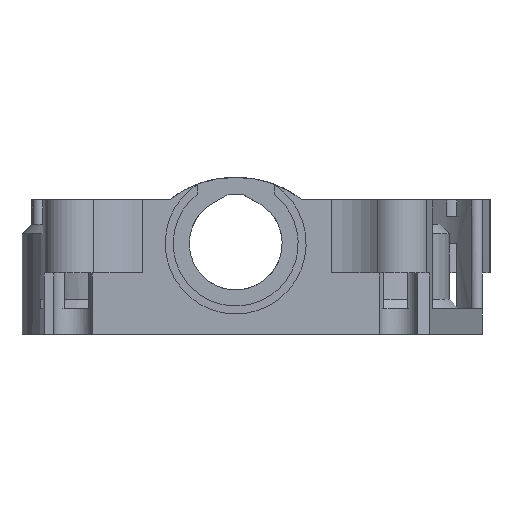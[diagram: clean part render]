
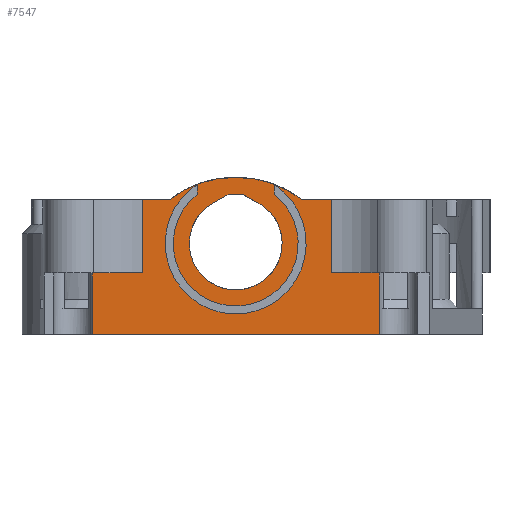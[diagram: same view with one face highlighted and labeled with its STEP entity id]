
A CAD part, front view. The second image highlights one B-rep face of the part: STEP entity #7547.
In plain terms, the highlighted planar face has unit normal (0, -1, 0).
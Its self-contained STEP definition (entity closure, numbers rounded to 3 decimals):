
#795=FACE_BOUND('',#1745,.T.);
#796=FACE_BOUND('',#1746,.T.);
#903=PLANE('',#7918);
#1303=FACE_OUTER_BOUND('',#1744,.T.);
#1744=EDGE_LOOP('',(#7102,#7103,#7104,#7105,#7106,#7107,#7108,#7109,#7110,
#7111,#7112,#7113));
#1745=EDGE_LOOP('',(#7114,#7115,#7116,#7117,#7118,#7119,#7120));
#1746=EDGE_LOOP('',(#7121,#7122,#7123,#7124));
#2077=LINE('',#13838,#2588);
#2147=LINE('',#15083,#2658);
#2185=LINE('',#15242,#2696);
#2198=LINE('',#15427,#2709);
#2202=LINE('',#15439,#2713);
#2206=LINE('',#15450,#2717);
#2210=LINE('',#15461,#2721);
#2211=LINE('',#15463,#2722);
#2232=LINE('',#15635,#2743);
#2234=LINE('',#15651,#2745);
#2241=LINE('',#15684,#2752);
#2244=LINE('',#15691,#2755);
#2252=LINE('',#15714,#2763);
#2254=LINE('',#15722,#2765);
#2257=LINE('',#15737,#2768);
#2258=LINE('',#15739,#2769);
#2588=VECTOR('',#8451,10.);
#2658=VECTOR('',#8691,10.);
#2696=VECTOR('',#8805,10.);
#2709=VECTOR('',#8846,10.);
#2713=VECTOR('',#8858,10.);
#2717=VECTOR('',#8870,10.);
#2721=VECTOR('',#8884,10.);
#2722=VECTOR('',#8887,10.);
#2743=VECTOR('',#8998,10.);
#2745=VECTOR('',#9020,10.);
#2752=VECTOR('',#9069,10.);
#2755=VECTOR('',#9076,10.);
#2763=VECTOR('',#9104,10.);
#2765=VECTOR('',#9114,10.);
#2768=VECTOR('',#9139,10.);
#2769=VECTOR('',#9142,10.);
#2883=CIRCLE('',#7794,0.8);
#2885=CIRCLE('',#7797,11.);
#2887=CIRCLE('',#7801,9.75);
#2889=CIRCLE('',#7805,11.);
#2891=CIRCLE('',#7811,7.25);
#2913=CIRCLE('',#7856,16.455);
#2914=CIRCLE('',#7861,16.455);
#3439=VERTEX_POINT('',#13835);
#3440=VERTEX_POINT('',#13837);
#3571=VERTEX_POINT('',#15080);
#3572=VERTEX_POINT('',#15082);
#3619=VERTEX_POINT('',#15239);
#3620=VERTEX_POINT('',#15241);
#3633=VERTEX_POINT('',#15411);
#3634=VERTEX_POINT('',#15412);
#3637=VERTEX_POINT('',#15420);
#3639=VERTEX_POINT('',#15426);
#3641=VERTEX_POINT('',#15432);
#3643=VERTEX_POINT('',#15438);
#3645=VERTEX_POINT('',#15444);
#3647=VERTEX_POINT('',#15455);
#3648=VERTEX_POINT('',#15459);
#3669=VERTEX_POINT('',#15626);
#3670=VERTEX_POINT('',#15628);
#3671=VERTEX_POINT('',#15634);
#3675=VERTEX_POINT('',#15649);
#3680=VERTEX_POINT('',#15683);
#3682=VERTEX_POINT('',#15690);
#3687=VERTEX_POINT('',#15713);
#3689=VERTEX_POINT('',#15721);
#4430=EDGE_CURVE('',#3439,#3440,#2077,.T.);
#4619=EDGE_CURVE('',#3572,#3571,#2147,.T.);
#4687=EDGE_CURVE('',#3620,#3619,#2185,.T.);
#4707=EDGE_CURVE('',#3633,#3634,#2883,.T.);
#4711=EDGE_CURVE('',#3634,#3637,#2885,.T.);
#4714=EDGE_CURVE('',#3637,#3639,#2198,.T.);
#4717=EDGE_CURVE('',#3639,#3641,#2887,.T.);
#4720=EDGE_CURVE('',#3641,#3643,#2202,.T.);
#4723=EDGE_CURVE('',#3643,#3645,#2889,.T.);
#4726=EDGE_CURVE('',#3645,#3633,#2206,.T.);
#4728=EDGE_CURVE('',#3647,#3572,#2891,.T.);
#4731=EDGE_CURVE('',#3571,#3648,#2210,.T.);
#4732=EDGE_CURVE('',#3648,#3647,#2211,.T.);
#4781=EDGE_CURVE('',#3670,#3669,#2913,.T.);
#4784=EDGE_CURVE('',#3671,#3670,#2232,.T.);
#4786=EDGE_CURVE('',#3619,#3671,#2914,.T.);
#4792=EDGE_CURVE('',#3669,#3675,#2234,.T.);
#4807=EDGE_CURVE('',#3440,#3680,#2241,.T.);
#4811=EDGE_CURVE('',#3439,#3682,#2244,.T.);
#4823=EDGE_CURVE('',#3682,#3687,#2252,.T.);
#4827=EDGE_CURVE('',#3689,#3680,#2254,.T.);
#4835=EDGE_CURVE('',#3689,#3675,#2257,.T.);
#4836=EDGE_CURVE('',#3687,#3620,#2258,.T.);
#7102=ORIENTED_EDGE('',*,*,#4792,.T.);
#7103=ORIENTED_EDGE('',*,*,#4835,.F.);
#7104=ORIENTED_EDGE('',*,*,#4827,.T.);
#7105=ORIENTED_EDGE('',*,*,#4807,.F.);
#7106=ORIENTED_EDGE('',*,*,#4430,.F.);
#7107=ORIENTED_EDGE('',*,*,#4811,.T.);
#7108=ORIENTED_EDGE('',*,*,#4823,.T.);
#7109=ORIENTED_EDGE('',*,*,#4836,.T.);
#7110=ORIENTED_EDGE('',*,*,#4687,.T.);
#7111=ORIENTED_EDGE('',*,*,#4786,.T.);
#7112=ORIENTED_EDGE('',*,*,#4784,.T.);
#7113=ORIENTED_EDGE('',*,*,#4781,.T.);
#7114=ORIENTED_EDGE('',*,*,#4707,.T.);
#7115=ORIENTED_EDGE('',*,*,#4711,.T.);
#7116=ORIENTED_EDGE('',*,*,#4714,.T.);
#7117=ORIENTED_EDGE('',*,*,#4717,.T.);
#7118=ORIENTED_EDGE('',*,*,#4720,.T.);
#7119=ORIENTED_EDGE('',*,*,#4723,.T.);
#7120=ORIENTED_EDGE('',*,*,#4726,.T.);
#7121=ORIENTED_EDGE('',*,*,#4619,.T.);
#7122=ORIENTED_EDGE('',*,*,#4731,.T.);
#7123=ORIENTED_EDGE('',*,*,#4732,.T.);
#7124=ORIENTED_EDGE('',*,*,#4728,.T.);
#7547=ADVANCED_FACE('',(#1303,#795,#796),#903,.T.);
#7794=AXIS2_PLACEMENT_3D('',#15413,#8831,#8832);
#7797=AXIS2_PLACEMENT_3D('',#15421,#8839,#8840);
#7801=AXIS2_PLACEMENT_3D('',#15433,#8851,#8852);
#7805=AXIS2_PLACEMENT_3D('',#15445,#8863,#8864);
#7811=AXIS2_PLACEMENT_3D('',#15456,#8878,#8879);
#7856=AXIS2_PLACEMENT_3D('',#15629,#8990,#8991);
#7861=AXIS2_PLACEMENT_3D('',#15639,#9004,#9005);
#7918=AXIS2_PLACEMENT_3D('',#15740,#9143,#9144);
#8451=DIRECTION('',(-1.,0.,0.));
#8691=DIRECTION('',(0.879,0.,0.478));
#8805=DIRECTION('',(-1.,0.,0.));
#8831=DIRECTION('center_axis',(0.,1.,0.));
#8832=DIRECTION('ref_axis',(-1.,0.,0.));
#8839=DIRECTION('center_axis',(0.,1.,0.));
#8840=DIRECTION('ref_axis',(-1.,0.,0.));
#8846=DIRECTION('',(0.,0.,-1.));
#8851=DIRECTION('center_axis',(0.,-1.,0.));
#8852=DIRECTION('ref_axis',(-1.,0.,0.));
#8858=DIRECTION('',(0.,0.,1.));
#8863=DIRECTION('center_axis',(0.,1.,0.));
#8864=DIRECTION('ref_axis',(-1.,0.,0.));
#8870=DIRECTION('',(0.,0.,1.));
#8878=DIRECTION('center_axis',(0.,1.,0.));
#8879=DIRECTION('ref_axis',(-1.,0.,0.));
#8884=DIRECTION('',(1.,0.,0.));
#8887=DIRECTION('',(0.879,0.,-0.478));
#8990=DIRECTION('center_axis',(0.,-1.,0.));
#8991=DIRECTION('ref_axis',(0.,0.,1.));
#8998=DIRECTION('',(-1.,0.,0.));
#9004=DIRECTION('center_axis',(0.,-1.,0.));
#9005=DIRECTION('ref_axis',(0.617,0.,0.787));
#9020=DIRECTION('',(-1.,0.,0.));
#9069=DIRECTION('',(0.,0.,1.));
#9076=DIRECTION('',(0.,0.,1.));
#9104=DIRECTION('',(-1.,0.,0.));
#9114=DIRECTION('',(-1.,0.,0.));
#9139=DIRECTION('',(0.,0.,1.));
#9142=DIRECTION('',(0.,0.,1.));
#9143=DIRECTION('center_axis',(0.,-1.,0.));
#9144=DIRECTION('ref_axis',(1.,0.,0.));
#13835=CARTESIAN_POINT('',(22.4,-21.2,0.));
#13837=CARTESIAN_POINT('',(-22.4,-21.2,0.));
#13838=CARTESIAN_POINT('',(-5.627,-21.2,0.));
#15080=CARTESIAN_POINT('',(-1.2,-21.2,21.8));
#15082=CARTESIAN_POINT('',(-3.463,-21.2,20.569));
#15083=CARTESIAN_POINT('',(-10.899,-21.2,16.526));
#15239=CARTESIAN_POINT('',(10.396,-21.2,21.));
#15241=CARTESIAN_POINT('',(14.9,-21.2,21.));
#15242=CARTESIAN_POINT('',(-2.042,-21.2,21.));
#15411=CARTESIAN_POINT('',(-11.,-21.2,15.));
#15412=CARTESIAN_POINT('',(-10.971,-21.2,14.999));
#15413=CARTESIAN_POINT('Origin',(-11.,-21.2,14.2));
#15420=CARTESIAN_POINT('',(-6.,-21.2,23.42));
#15421=CARTESIAN_POINT('Origin',(0.,-21.2,14.2));
#15426=CARTESIAN_POINT('',(-6.,-21.2,21.885));
#15427=CARTESIAN_POINT('',(-6.,-21.2,10.943));
#15432=CARTESIAN_POINT('',(6.,-21.2,21.885));
#15433=CARTESIAN_POINT('Origin',(0.,-21.2,14.2));
#15438=CARTESIAN_POINT('',(6.,-21.2,23.42));
#15439=CARTESIAN_POINT('',(6.,-21.2,11.71));
#15444=CARTESIAN_POINT('',(-11.,-21.2,14.2));
#15445=CARTESIAN_POINT('Origin',(0.,-21.2,14.2));
#15450=CARTESIAN_POINT('',(-11.,-21.2,7.5));
#15455=CARTESIAN_POINT('',(3.463,-21.2,20.569));
#15456=CARTESIAN_POINT('Origin',(0.,-21.2,
14.2));
#15459=CARTESIAN_POINT('',(1.2,-21.2,21.8));
#15461=CARTESIAN_POINT('',(-6.64,-21.2,21.8));
#15463=CARTESIAN_POINT('',(0.855,-21.2,21.987));
#15626=CARTESIAN_POINT('',(-10.396,-21.2,21.));
#15628=CARTESIAN_POINT('',(-0.25,-21.2,24.5));
#15629=CARTESIAN_POINT('Origin',(-0.25,-21.2,8.045));
#15634=CARTESIAN_POINT('',(0.25,-21.2,24.5));
#15635=CARTESIAN_POINT('',(-7.365,-21.2,24.5));
#15639=CARTESIAN_POINT('Origin',(0.25,-21.2,8.045));
#15649=CARTESIAN_POINT('',(-14.48,-21.2,21.));
#15651=CARTESIAN_POINT('',(-25.752,-21.2,21.));
#15683=CARTESIAN_POINT('',(-22.4,-21.2,9.6));
#15684=CARTESIAN_POINT('',(-22.4,-21.2,0.));
#15690=CARTESIAN_POINT('',(22.4,-21.2,9.6));
#15691=CARTESIAN_POINT('',(22.4,-21.2,0.));
#15713=CARTESIAN_POINT('',(14.9,-21.2,9.6));
#15714=CARTESIAN_POINT('',(22.4,-21.2,9.6));
#15721=CARTESIAN_POINT('',(-14.48,-21.2,9.6));
#15722=CARTESIAN_POINT('',(22.4,-21.2,9.6));
#15737=CARTESIAN_POINT('',(-14.48,-21.2,0.));
#15739=CARTESIAN_POINT('',(14.9,-21.2,0.));
#15740=CARTESIAN_POINT('Origin',(-14.48,-21.2,0.));
